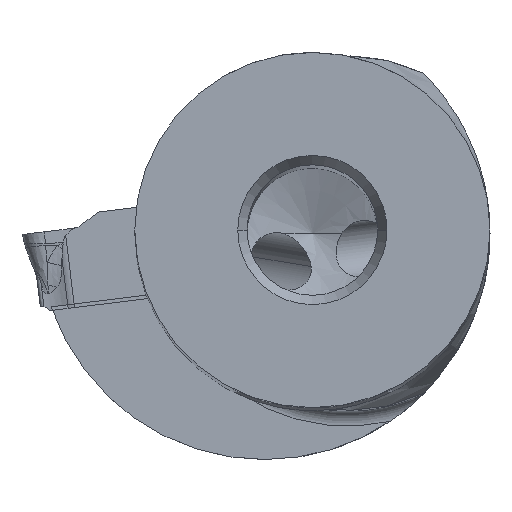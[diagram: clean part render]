
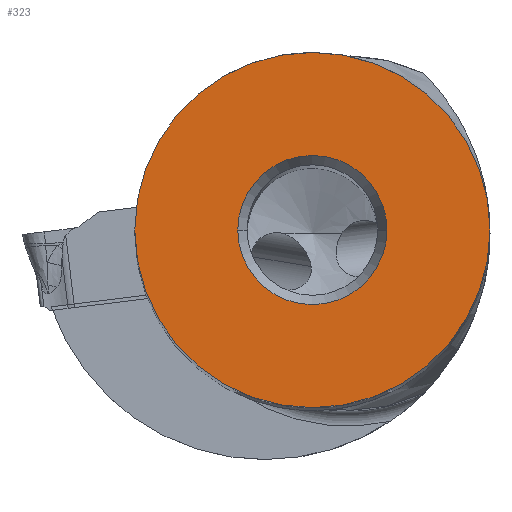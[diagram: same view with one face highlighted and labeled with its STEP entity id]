
A CAD part, top view. The second image highlights one B-rep face of the part: STEP entity #323.
In plain terms, the highlighted planar face has unit normal (0, 0, 1).
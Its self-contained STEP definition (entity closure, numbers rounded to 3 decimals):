
#48=FACE_BOUND('',#718,.T.);
#49=FACE_BOUND('',#719,.T.);
#323=ADVANCED_FACE('',(#48,#49),#419,.T.);
#419=PLANE('',#3569);
#718=EDGE_LOOP('',(#1430,#1431));
#719=EDGE_LOOP('',(#1432,#1433));
#1430=ORIENTED_EDGE('',*,*,#2443,.F.);
#1431=ORIENTED_EDGE('',*,*,#2448,.F.);
#1432=ORIENTED_EDGE('',*,*,#2449,.F.);
#1433=ORIENTED_EDGE('',*,*,#2450,.F.);
#2008=VERTEX_POINT('',#9589);
#2009=VERTEX_POINT('',#9591);
#2014=VERTEX_POINT('',#9604);
#2015=VERTEX_POINT('',#9605);
#2443=EDGE_CURVE('',#2009,#2008,#2888,.T.);
#2448=EDGE_CURVE('',#2008,#2009,#2889,.T.);
#2449=EDGE_CURVE('',#2014,#2015,#2890,.T.);
#2450=EDGE_CURVE('',#2015,#2014,#2891,.T.);
#2888=CIRCLE('',#3562,9.525);
#2889=CIRCLE('',#3566,9.525);
#2890=CIRCLE('',#3567,4.);
#2891=CIRCLE('',#3568,4.);
#3562=AXIS2_PLACEMENT_3D('',#9592,#4073,#4074);
#3566=AXIS2_PLACEMENT_3D('',#9602,#4083,#4084);
#3567=AXIS2_PLACEMENT_3D('',#9603,#4085,#4086);
#3568=AXIS2_PLACEMENT_3D('',#9606,#4087,#4088);
#3569=AXIS2_PLACEMENT_3D('',#9607,#4089,#4090);
#4073=DIRECTION('',(0.,0.,-1.));
#4074=DIRECTION('',(-1.,0.,0.));
#4083=DIRECTION('',(0.,0.,-1.));
#4084=DIRECTION('',(1.,0.,0.));
#4085=DIRECTION('',(0.,0.,1.));
#4086=DIRECTION('',(-1.,0.,0.));
#4087=DIRECTION('',(0.,0.,1.));
#4088=DIRECTION('',(1.,0.,0.));
#4089=DIRECTION('',(0.,0.,1.));
#4090=DIRECTION('',(-1.,0.,0.));
#9589=CARTESIAN_POINT('',(9.525,0.,0.));
#9591=CARTESIAN_POINT('',(-9.525,0.,0.));
#9592=CARTESIAN_POINT('',(0.,0.,0.));
#9602=CARTESIAN_POINT('',(0.,0.,0.));
#9603=CARTESIAN_POINT('',(0.,0.,0.));
#9604=CARTESIAN_POINT('',(-4.,0.,0.));
#9605=CARTESIAN_POINT('',(4.,0.,0.));
#9606=CARTESIAN_POINT('',(0.,0.,0.));
#9607=CARTESIAN_POINT('',(0.,0.,0.));
